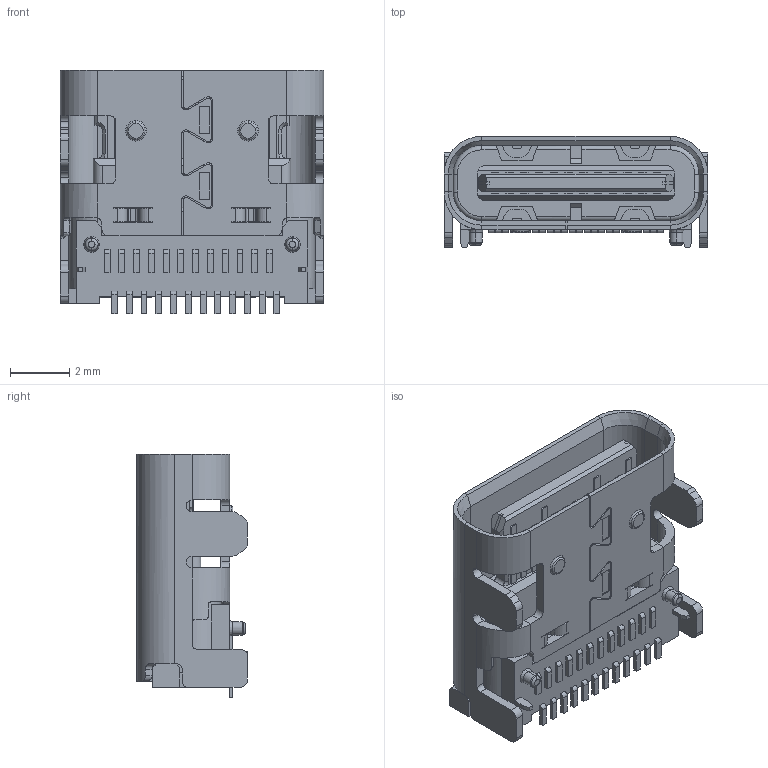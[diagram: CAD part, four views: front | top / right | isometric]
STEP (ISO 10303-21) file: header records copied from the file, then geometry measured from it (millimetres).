
FILE_DESCRIPTION (( 'STEP AP214' ), '1' );
FILE_NAME ('USB4080-03-A.STEP', '2021-11-17T02:36:16', ( '' ), ( '' ), 'SwSTEP 2.0', 'SolidWorks 2017', '' );
FILE_SCHEMA (( 'AUTOMOTIVE_DESIGN' ));
Length unit declared in the file: millimetre
Products named in the file (1): USB4080-03-A
Bounding box: 8.94 x 3.76 x 8.25 mm (x, y, z)
Volume: 129.3 mm3; surface area: 540.3 mm2
Topology: 54 solids, 54 shells, 866 faces, 2164 edges, 1402 vertices
Faces by surface type: plane 617, cylinder 195, cone 26, torus 18, bspline 10
Entity records: 27063 total; most frequent: CARTESIAN_POINT 5517, ORIENTED_EDGE 4328, DIRECTION 4240, EDGE_CURVE 2164, VECTOR 1630, LINE 1630, VERTEX_POINT 1402, AXIS2_PLACEMENT_3D 1305
